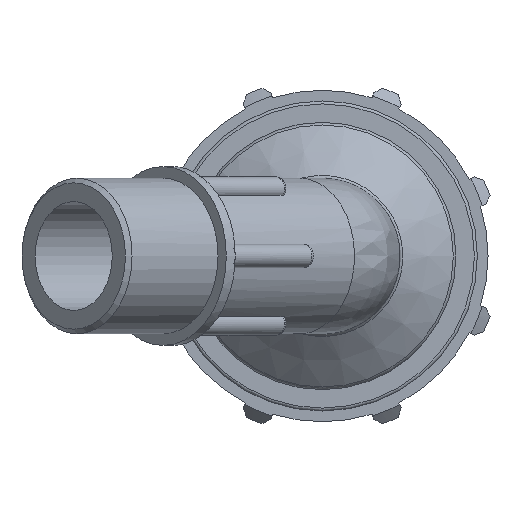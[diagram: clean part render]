
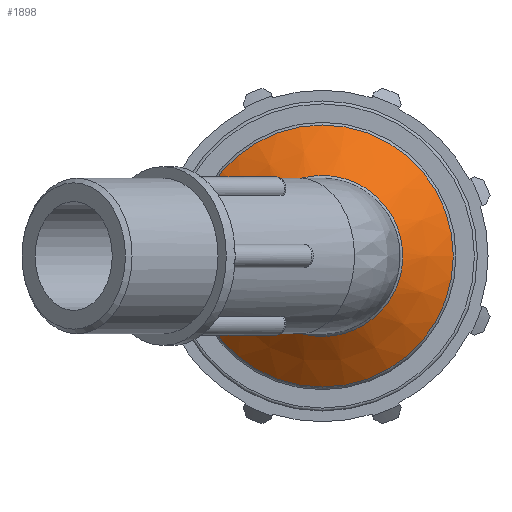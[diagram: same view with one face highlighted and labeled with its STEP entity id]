
A CAD part, left-side view. The second image highlights one B-rep face of the part: STEP entity #1898.
In plain terms, the highlighted conical face has half-angle 50 degrees and reference radius 14.239 mm.
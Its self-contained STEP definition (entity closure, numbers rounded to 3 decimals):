
#46=CONICAL_SURFACE('',#2054,14.239,50.);
#65=FACE_BOUND('',#532,.T.);
#418=FACE_OUTER_BOUND('',#531,.T.);
#531=EDGE_LOOP('',(#1351));
#532=EDGE_LOOP('',(#1352,#1353));
#686=CIRCLE('',#2055,17.643);
#764=B_SPLINE_CURVE_WITH_KNOTS('',3,(#3137,#3138,#3139,#3140,#3141,#3142,
#3143,#3144,#3145,#3146,#3147,#3148,#3149,#3150,#3151,#3152,#3153,#3154),
 .UNSPECIFIED.,.F.,.F.,(4,1,1,1,1,1,1,1,1,1,1,1,1,1,1,4),(-7.427,
-7.374,-7.32,-7.212,-6.998,
-6.568,-5.709,-4.85,-3.991,
-3.132,-2.273,-1.843,-1.629,-1.521,
-1.468,-1.414),.UNSPECIFIED.);
#765=B_SPLINE_CURVE_WITH_KNOTS('',3,(#3185,#3186,#3187,#3188,#3189,#3190),
 .UNSPECIFIED.,.F.,.F.,(4,1,1,4),(3.199,3.542,3.885,
4.4),.UNSPECIFIED.);
#812=VERTEX_POINT('',#3115);
#813=VERTEX_POINT('',#3135);
#814=VERTEX_POINT('',#3219);
#1021=EDGE_CURVE('',#813,#812,#764,.T.);
#1022=EDGE_CURVE('',#812,#813,#765,.T.);
#1023=EDGE_CURVE('',#814,#814,#686,.T.);
#1351=ORIENTED_EDGE('',*,*,#1023,.F.);
#1352=ORIENTED_EDGE('',*,*,#1021,.F.);
#1353=ORIENTED_EDGE('',*,*,#1022,.F.);
#1898=ADVANCED_FACE('',(#418,#65),#46,.T.);
#2054=AXIS2_PLACEMENT_3D('',#3218,#2357,#2358);
#2055=AXIS2_PLACEMENT_3D('',#3220,#2359,#2360);
#2357=DIRECTION('center_axis',(1.,0.,0.));
#2358=DIRECTION('ref_axis',(0.,1.,0.));
#2359=DIRECTION('center_axis',(1.,0.,0.));
#2360=DIRECTION('ref_axis',(0.,-1.,0.));
#3115=CARTESIAN_POINT('',(4.759,9.57,5.342));
#3135=CARTESIAN_POINT('',(4.759,9.57,-5.342));
#3137=CARTESIAN_POINT('Ctrl Pts',(4.759,9.57,-5.342));
#3138=CARTESIAN_POINT('Ctrl Pts',(4.744,9.472,-5.48));
#3139=CARTESIAN_POINT('Ctrl Pts',(4.725,9.281,-5.76));
#3140=CARTESIAN_POINT('Ctrl Pts',(4.702,8.888,-6.31));
#3141=CARTESIAN_POINT('Ctrl Pts',(4.681,8.155,-7.239));
#3142=CARTESIAN_POINT('Ctrl Pts',(4.664,6.451,-8.898));
#3143=CARTESIAN_POINT('Ctrl Pts',(4.655,2.203,-11.243));
#3144=CARTESIAN_POINT('Ctrl Pts',(4.651,-5.076,-10.773));
#3145=CARTESIAN_POINT('Ctrl Pts',(4.65,-11.079,-4.382));
#3146=CARTESIAN_POINT('Ctrl Pts',(4.65,-11.072,4.381));
#3147=CARTESIAN_POINT('Ctrl Pts',(4.651,-5.076,10.778));
#3148=CARTESIAN_POINT('Ctrl Pts',(4.655,2.2,11.241));
#3149=CARTESIAN_POINT('Ctrl Pts',(4.664,6.452,8.899));
#3150=CARTESIAN_POINT('Ctrl Pts',(4.681,8.155,7.239));
#3151=CARTESIAN_POINT('Ctrl Pts',(4.702,8.888,6.31));
#3152=CARTESIAN_POINT('Ctrl Pts',(4.725,9.281,5.76));
#3153=CARTESIAN_POINT('Ctrl Pts',(4.744,9.472,5.48));
#3154=CARTESIAN_POINT('Ctrl Pts',(4.759,9.57,5.342));
#3185=CARTESIAN_POINT('Ctrl Pts',(4.759,9.57,5.342));
#3186=CARTESIAN_POINT('Ctrl Pts',(4.855,10.192,4.463));
#3187=CARTESIAN_POINT('Ctrl Pts',(5.022,11.163,2.474));
#3188=CARTESIAN_POINT('Ctrl Pts',(5.09,11.523,-1.393));
#3189=CARTESIAN_POINT('Ctrl Pts',(4.904,10.507,-4.017));
#3190=CARTESIAN_POINT('Ctrl Pts',(4.759,9.57,-5.342));
#3218=CARTESIAN_POINT('Origin',(7.511,0.,0.));
#3219=CARTESIAN_POINT('',(10.367,17.643,0.));
#3220=CARTESIAN_POINT('Origin',(10.367,0.,0.));
